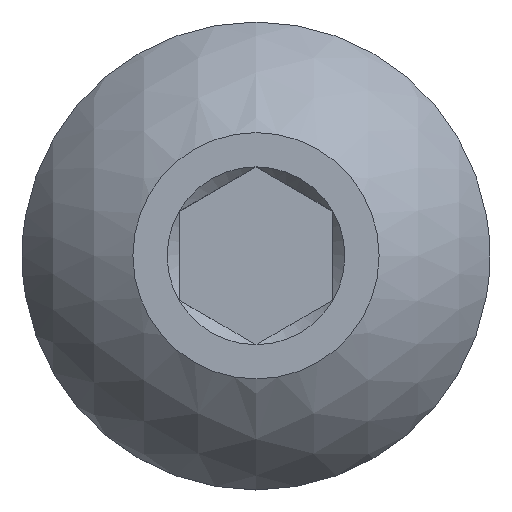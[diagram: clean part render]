
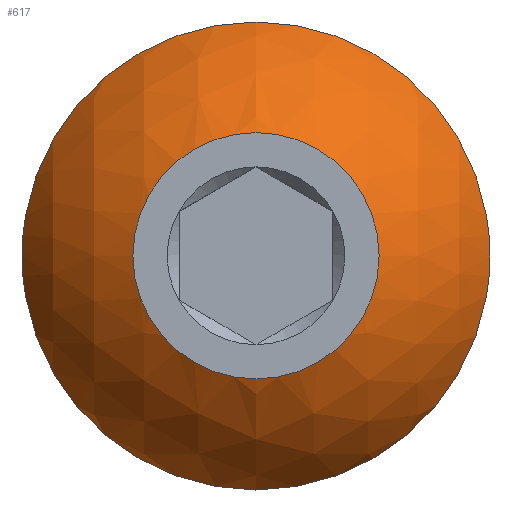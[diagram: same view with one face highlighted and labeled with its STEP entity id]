
A CAD part, top view. The second image highlights one B-rep face of the part: STEP entity #617.
In plain terms, the highlighted spherical face has radius 4.229 mm.
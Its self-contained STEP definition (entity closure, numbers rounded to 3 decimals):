
#27=FACE_BOUND('',#126,.T.);
#30=SPHERICAL_SURFACE('',#681,4.229);
#85=FACE_OUTER_BOUND('',#125,.T.);
#125=EDGE_LOOP('',(#480));
#126=EDGE_LOOP('',(#481));
#155=CIRCLE('',#679,3.8);
#157=CIRCLE('',#682,2.);
#289=VERTEX_POINT('',#1846);
#291=VERTEX_POINT('',#1852);
#366=EDGE_CURVE('',#289,#289,#155,.T.);
#369=EDGE_CURVE('',#291,#291,#157,.T.);
#480=ORIENTED_EDGE('',*,*,#366,.T.);
#481=ORIENTED_EDGE('',*,*,#369,.F.);
#617=ADVANCED_FACE('',(#85,#27),#30,.T.);
#679=AXIS2_PLACEMENT_3D('',#1847,#781,#782);
#681=AXIS2_PLACEMENT_3D('',#1851,#786,#787);
#682=AXIS2_PLACEMENT_3D('',#1853,#788,#789);
#781=DIRECTION('center_axis',(0.,0.,1.));
#782=DIRECTION('ref_axis',(0.,-1.,0.));
#786=DIRECTION('center_axis',(-1.,0.,0.));
#787=DIRECTION('ref_axis',(0.,1.,0.));
#788=DIRECTION('center_axis',(0.,0.,1.));
#789=DIRECTION('ref_axis',(0.,-1.,0.));
#1846=CARTESIAN_POINT('',(0.,3.8,2.23));
#1847=CARTESIAN_POINT('Origin',(0.,0.,2.23));
#1851=CARTESIAN_POINT('Origin',(0.,0.,0.374));
#1852=CARTESIAN_POINT('',(0.,2.,4.1));
#1853=CARTESIAN_POINT('Origin',(0.,0.,4.1));
